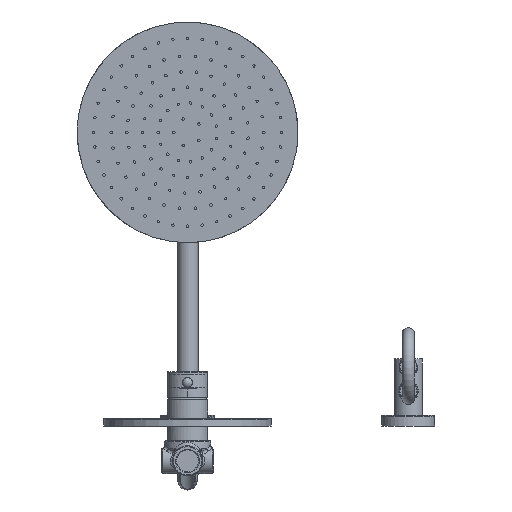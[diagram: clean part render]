
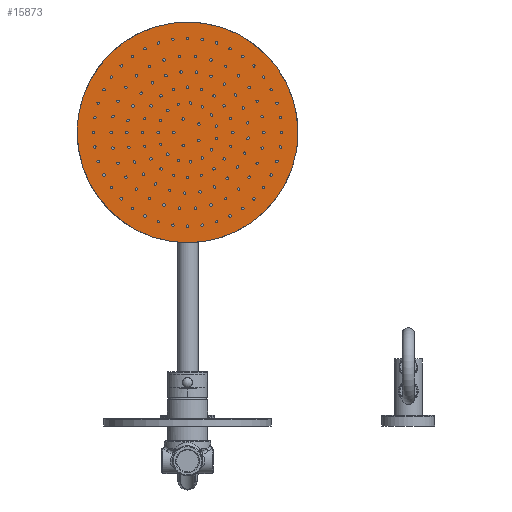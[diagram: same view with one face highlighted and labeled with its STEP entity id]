
A CAD part, front view. The second image highlights one B-rep face of the part: STEP entity #15873.
In plain terms, the highlighted face is planar.
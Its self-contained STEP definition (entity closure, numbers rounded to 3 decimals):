
#1085=B_SPLINE_CURVE_WITH_KNOTS('',3,(#41774,#41775,#41776,#41777,#41778,
#41779,#41780,#41781,#41782,#41783,#41784,#41785,#41786,#41787,#41788),
 .UNSPECIFIED.,.F.,.F.,(4,1,1,1,1,1,1,1,1,1,1,1,4),(0.,0.083,
0.167,0.25,0.333,0.417,0.5,0.583,
0.667,0.75,0.833,0.917,1.),
 .UNSPECIFIED.);
#1087=B_SPLINE_CURVE_WITH_KNOTS('',3,(#41806,#41807,#41808,#41809,#41810,
#41811,#41812,#41813,#41814,#41815,#41816,#41817,#41818,#41819,#41820),
 .UNSPECIFIED.,.F.,.F.,(4,1,1,1,1,1,1,1,1,1,1,1,4),(0.,0.083,
0.167,0.25,0.333,0.417,0.5,0.583,
0.667,0.75,0.833,0.917,1.),
 .UNSPECIFIED.);
#4097=FACE_OUTER_BOUND('',#5377,.T.);
#5377=EDGE_LOOP('',(#11933,#11934));
#7166=VERTEX_POINT('',#41771);
#7167=VERTEX_POINT('',#41773);
#8926=EDGE_CURVE('',#7167,#7166,#1085,.T.);
#8929=EDGE_CURVE('',#7166,#7167,#1087,.T.);
#11933=ORIENTED_EDGE('',*,*,#8926,.T.);
#11934=ORIENTED_EDGE('',*,*,#8929,.T.);
#15290=PLANE('',#17166);
#15873=ADVANCED_FACE('',(#4097),#15290,.T.);
#17166=AXIS2_PLACEMENT_3D('',#41821,#18899,#18900);
#18899=DIRECTION('center_axis',(0.,0.,-1.));
#18900=DIRECTION('ref_axis',(0.,-1.,0.));
#41771=CARTESIAN_POINT('',(125.,0.,2.5));
#41773=CARTESIAN_POINT('',(-125.,0.,2.5));
#41774=CARTESIAN_POINT('Ctrl Pts',(-125.,0.,2.5));
#41775=CARTESIAN_POINT('Ctrl Pts',(-125.034,10.917,2.5));
#41776=CARTESIAN_POINT('Ctrl Pts',(-122.112,32.72,2.5));
#41777=CARTESIAN_POINT('Ctrl Pts',(-109.501,63.219,2.5));
#41778=CARTESIAN_POINT('Ctrl Pts',(-89.403,89.403,2.5));
#41779=CARTESIAN_POINT('Ctrl Pts',(-63.218,109.497,2.5));
#41780=CARTESIAN_POINT('Ctrl Pts',(-32.724,122.128,2.5));
#41781=CARTESIAN_POINT('Ctrl Pts',(0.,126.436,
2.5));
#41782=CARTESIAN_POINT('Ctrl Pts',(32.724,122.128,2.5));
#41783=CARTESIAN_POINT('Ctrl Pts',(63.218,109.497,2.5));
#41784=CARTESIAN_POINT('Ctrl Pts',(89.403,89.403,2.5));
#41785=CARTESIAN_POINT('Ctrl Pts',(109.501,63.219,2.5));
#41786=CARTESIAN_POINT('Ctrl Pts',(122.112,32.72,2.5));
#41787=CARTESIAN_POINT('Ctrl Pts',(125.034,10.917,2.5));
#41788=CARTESIAN_POINT('Ctrl Pts',(125.,0.,2.5));
#41806=CARTESIAN_POINT('Ctrl Pts',(125.,0.,2.5));
#41807=CARTESIAN_POINT('Ctrl Pts',(125.034,-10.917,2.5));
#41808=CARTESIAN_POINT('Ctrl Pts',(122.112,-32.72,2.5));
#41809=CARTESIAN_POINT('Ctrl Pts',(109.501,-63.219,2.5));
#41810=CARTESIAN_POINT('Ctrl Pts',(89.403,-89.403,2.5));
#41811=CARTESIAN_POINT('Ctrl Pts',(63.218,-109.497,2.5));
#41812=CARTESIAN_POINT('Ctrl Pts',(32.724,-122.128,2.5));
#41813=CARTESIAN_POINT('Ctrl Pts',(0.,-126.436,
2.5));
#41814=CARTESIAN_POINT('Ctrl Pts',(-32.724,-122.128,2.5));
#41815=CARTESIAN_POINT('Ctrl Pts',(-63.218,-109.497,
2.5));
#41816=CARTESIAN_POINT('Ctrl Pts',(-89.403,-89.403,
2.5));
#41817=CARTESIAN_POINT('Ctrl Pts',(-109.501,-63.219,
2.5));
#41818=CARTESIAN_POINT('Ctrl Pts',(-122.112,-32.72,
2.5));
#41819=CARTESIAN_POINT('Ctrl Pts',(-125.034,-10.917,
2.5));
#41820=CARTESIAN_POINT('Ctrl Pts',(-125.,0.,2.5));
#41821=CARTESIAN_POINT('Origin',(125.,0.,2.5));
